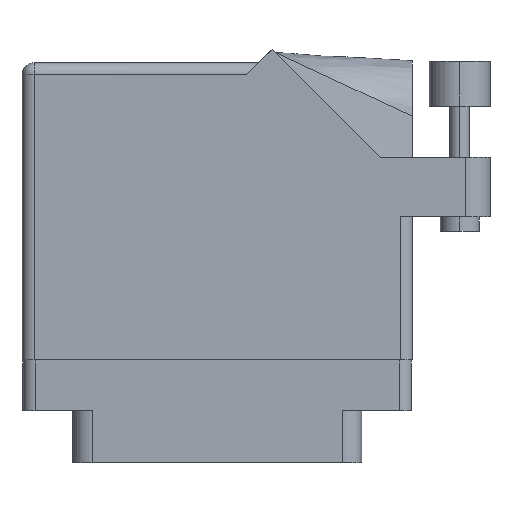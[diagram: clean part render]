
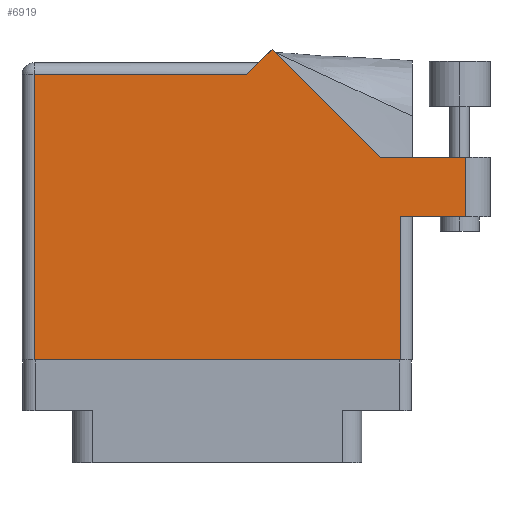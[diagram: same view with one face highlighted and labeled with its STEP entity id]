
A CAD part, front view. The second image highlights one B-rep face of the part: STEP entity #6919.
In plain terms, the highlighted face is planar.
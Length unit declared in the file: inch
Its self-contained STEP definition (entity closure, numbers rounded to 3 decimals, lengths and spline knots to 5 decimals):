
#1230 = VECTOR ( 'NONE', #29728, 39.37008 ) ;
#1946 = VERTEX_POINT ( 'NONE', #27015 ) ;
#2045 = EDGE_CURVE ( 'NONE', #17993, #1946, #15584, .T. ) ;
#2316 = EDGE_CURVE ( 'NONE', #28721, #3263, #26788, .T. ) ;
#2402 = EDGE_CURVE ( 'NONE', #35209, #33423, #6234, .T. ) ;
#3095 = DIRECTION ( 'NONE',  ( 0., 0., -1. ) ) ;
#3263 = VERTEX_POINT ( 'NONE', #35882 ) ;
#3302 = CARTESIAN_POINT ( 'NONE',  ( 0.062, 1.468, 0. ) ) ;
#4613 = EDGE_CURVE ( 'NONE', #33423, #28721, #18171, .T. ) ;
#4734 = ORIENTED_EDGE ( 'NONE', *, *, #37668, .T. ) ;
#4970 = CARTESIAN_POINT ( 'NONE',  ( 2.285, 0.737, 0. ) ) ;
#5281 = VERTEX_POINT ( 'NONE', #34844 ) ;
#5337 = LINE ( 'NONE', #20736, #8973 ) ;
#6166 = ORIENTED_EDGE ( 'NONE', *, *, #15998, .T. ) ;
#6234 = LINE ( 'NONE', #18288, #15785 ) ;
#6919 = ADVANCED_FACE ( 'NONE', ( #20873 ), #32898, .F. ) ;
#8151 = ORIENTED_EDGE ( 'NONE', *, *, #2316, .T. ) ;
#8663 = CARTESIAN_POINT ( 'NONE',  ( 1.155, 1.468, 0. ) ) ;
#8973 = VECTOR ( 'NONE', #20930, 39.37008 ) ;
#9854 = CARTESIAN_POINT ( 'NONE',  ( 0.062, 0., 0. ) ) ;
#11404 = DIRECTION ( 'NONE',  ( 0., 1., 0. ) ) ;
#11863 = CARTESIAN_POINT ( 'NONE',  ( 2.41, 1.044, 0. ) ) ;
#12831 = LINE ( 'NONE', #15984, #18551 ) ;
#13433 = CARTESIAN_POINT ( 'NONE',  ( 0., 0., 0. ) ) ;
#13457 = VECTOR ( 'NONE', #24496, 39.37008 ) ;
#13540 = VECTOR ( 'NONE', #29804, 39.37008 ) ;
#14095 = EDGE_CURVE ( 'NONE', #5281, #30390, #19930, .T. ) ;
#15584 = LINE ( 'NONE', #9854, #37118 ) ;
#15785 = VECTOR ( 'NONE', #30312, 39.37008 ) ;
#15984 = CARTESIAN_POINT ( 'NONE',  ( 1.217, 1.53, 0. ) ) ;
#15998 = EDGE_CURVE ( 'NONE', #30390, #35209, #5337, .T. ) ;
#16198 = LINE ( 'NONE', #13433, #37506 ) ;
#16341 = DIRECTION ( 'NONE',  ( 0., -1., 0. ) ) ;
#17370 = ORIENTED_EDGE ( 'NONE', *, *, #2045, .T. ) ;
#17547 = EDGE_CURVE ( 'NONE', #3263, #33835, #12831, .T. ) ;
#17993 = VERTEX_POINT ( 'NONE', #3302 ) ;
#18124 = CARTESIAN_POINT ( 'NONE',  ( 0., 1.53, 0. ) ) ;
#18171 = LINE ( 'NONE', #11863, #13540 ) ;
#18174 = DIRECTION ( 'NONE',  ( -0.707, -0.707, 0. ) ) ;
#18288 = CARTESIAN_POINT ( 'NONE',  ( 2.285, 1.044, 0. ) ) ;
#18551 = VECTOR ( 'NONE', #18174, 39.37008 ) ;
#19849 = VECTOR ( 'NONE', #11404, 39.37008 ) ;
#19930 = LINE ( 'NONE', #31955, #19849 ) ;
#20736 = CARTESIAN_POINT ( 'NONE',  ( 2.01, 0.737, 0. ) ) ;
#20873 = FACE_OUTER_BOUND ( 'NONE', #33067, .T. ) ;
#20884 = ORIENTED_EDGE ( 'NONE', *, *, #14095, .T. ) ;
#20930 = DIRECTION ( 'NONE',  ( 1., 0., 0. ) ) ;
#21352 = LINE ( 'NONE', #27635, #13457 ) ;
#22645 = ORIENTED_EDGE ( 'NONE', *, *, #17547, .T. ) ;
#24496 = DIRECTION ( 'NONE',  ( -1., 0., 0. ) ) ;
#24842 = CARTESIAN_POINT ( 'NONE',  ( 1.948, 0.737, 0. ) ) ;
#26788 = LINE ( 'NONE', #32880, #1230 ) ;
#26849 = CARTESIAN_POINT ( 'NONE',  ( 1.84442, 1.044, 0. ) ) ;
#27015 = CARTESIAN_POINT ( 'NONE',  ( 0.062, 0., 0. ) ) ;
#27173 = DIRECTION ( 'NONE',  ( -1., 0., 0. ) ) ;
#27635 = CARTESIAN_POINT ( 'NONE',  ( 0., 1.468, 0. ) ) ;
#28721 = VERTEX_POINT ( 'NONE', #26849 ) ;
#29078 = CARTESIAN_POINT ( 'NONE',  ( 2.285, 1.044, 0. ) ) ;
#29728 = DIRECTION ( 'NONE',  ( -0.707, 0.707, 0. ) ) ;
#29804 = DIRECTION ( 'NONE',  ( -1., 0., 0. ) ) ;
#29817 = ORIENTED_EDGE ( 'NONE', *, *, #30161, .T. ) ;
#30161 = EDGE_CURVE ( 'NONE', #33835, #17993, #21352, .T. ) ;
#30312 = DIRECTION ( 'NONE',  ( 0., 1., 0. ) ) ;
#30390 = VERTEX_POINT ( 'NONE', #24842 ) ;
#31955 = CARTESIAN_POINT ( 'NONE',  ( 1.948, 0.737, 0. ) ) ;
#32880 = CARTESIAN_POINT ( 'NONE',  ( 1.84442, 1.044, 0. ) ) ;
#32898 = PLANE ( 'NONE',  #35696 ) ;
#33067 = EDGE_LOOP ( 'NONE', ( #6166, #34695, #36985, #8151, #22645, #29817, #17370, #4734, #20884 ) ) ;
#33423 = VERTEX_POINT ( 'NONE', #29078 ) ;
#33835 = VERTEX_POINT ( 'NONE', #8663 ) ;
#34695 = ORIENTED_EDGE ( 'NONE', *, *, #2402, .T. ) ;
#34844 = CARTESIAN_POINT ( 'NONE',  ( 1.948, 0., 0. ) ) ;
#35209 = VERTEX_POINT ( 'NONE', #4970 ) ;
#35696 = AXIS2_PLACEMENT_3D ( 'NONE', #18124, #3095, #27173 ) ;
#35882 = CARTESIAN_POINT ( 'NONE',  ( 1.28771, 1.60071, 0. ) ) ;
#36985 = ORIENTED_EDGE ( 'NONE', *, *, #4613, .T. ) ;
#37118 = VECTOR ( 'NONE', #16341, 39.37008 ) ;
#37269 = DIRECTION ( 'NONE',  ( 1., 0., 0. ) ) ;
#37506 = VECTOR ( 'NONE', #37269, 39.37008 ) ;
#37668 = EDGE_CURVE ( 'NONE', #1946, #5281, #16198, .T. ) ;
